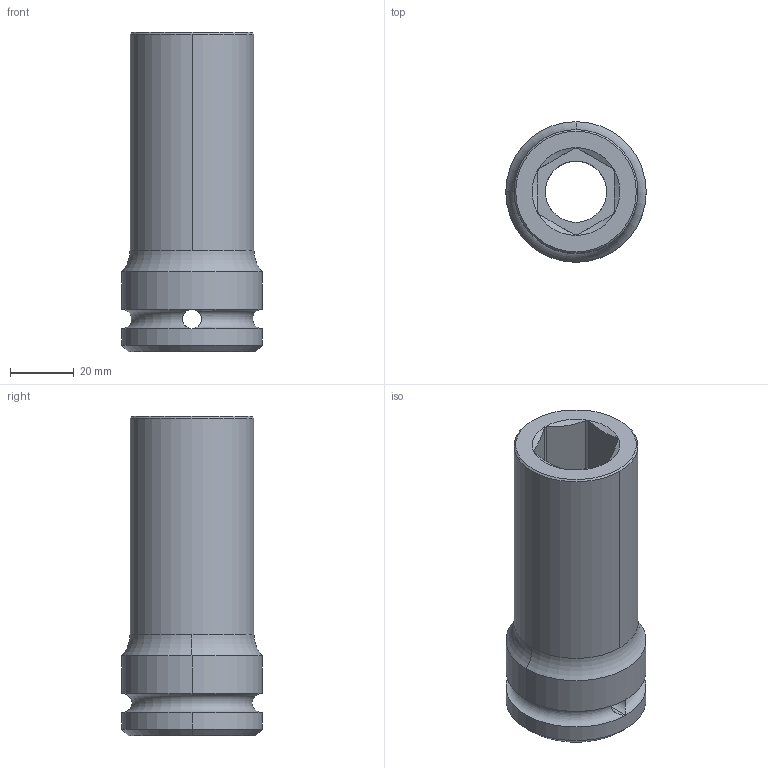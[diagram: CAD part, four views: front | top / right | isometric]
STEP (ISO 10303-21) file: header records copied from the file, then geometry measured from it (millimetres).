
FILE_DESCRIPTION((''),'2;1');
FILE_NAME('4027150324','2023-08-22T10:19:03',('A00565553'),(''),'CREO PARAMETRIC BY PTC INC, 2022414','CREO PARAMETRIC BY PTC INC, 2022414','');
FILE_SCHEMA(('CONFIG_CONTROL_DESIGN','GEOMETRIC_VALIDATION_PROPERTIES_MIM'));
Length unit declared in the file: millimetre
Products named in the file (1): 4027150324
Bounding box: 44 x 44 x 100 mm (x, y, z)
Volume: 88742.7 mm3; surface area: 22027.9 mm2
Topology: 1 solids, 1 shells, 61 faces, 150 edges, 90 vertices
Faces by surface type: cylinder 22, plane 21, cone 14, torus 4
Entity records: 2035 total; most frequent: CARTESIAN_POINT 462, DIRECTION 318, ORIENTED_EDGE 300, EDGE_CURVE 150, AXIS2_PLACEMENT_3D 129, VERTEX_POINT 90, CIRCLE 68, EDGE_LOOP 66
